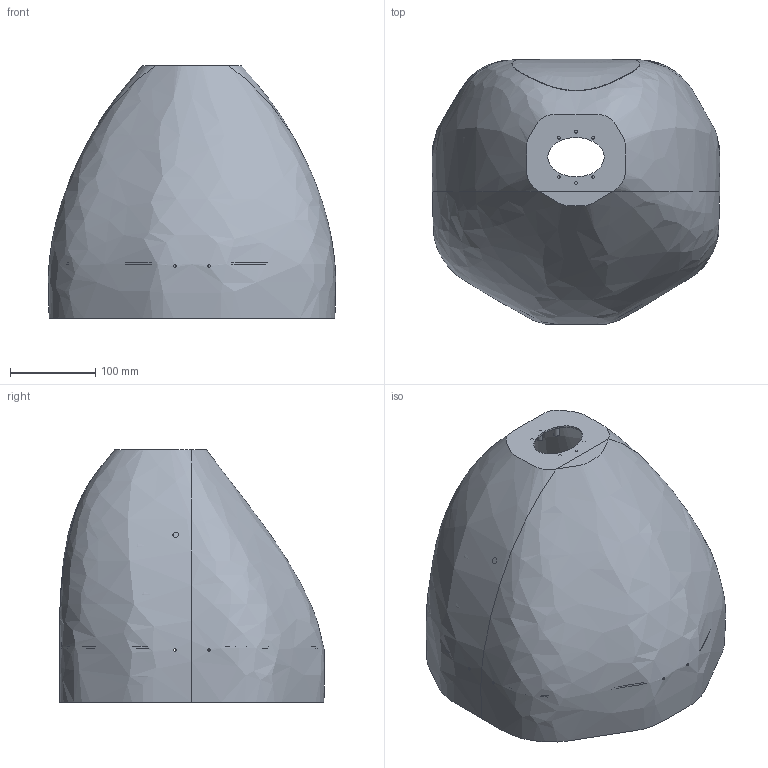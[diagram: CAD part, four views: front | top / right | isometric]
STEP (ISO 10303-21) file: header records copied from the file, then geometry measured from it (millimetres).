
FILE_DESCRIPTION(/* description */ ('Unknown'),/* implementation_level */ '2;1');
FILE_NAME(/* name */ 'Loom_torso_assembly',/* time_stamp */ '2023-05-20T20:06:49+03:00',/* author */ ('Unknown'),/* organization */ ('Unknown'),/* preprocessor_version */ 'ST-DEVELOPER v18.102',/* originating_system */ 'Solid Edge',/* authorisation */ 'Unknown');
FILE_SCHEMA (('AUTOMOTIVE_DESIGN {1 0 10303 214 3 1 1}'));
Length unit declared in the file: millimetre
Products named in the file (3): Loom_torso_assembly; Loom_kere_eesmine; Loom_kere_tagumine
Assembly tree (2 placements, depth 2):
  Loom_torso_assembly
    Loom_kere_eesmine
    Loom_kere_tagumine
Bounding box: 336.83 x 310.49 x 295.88 mm (x, y, z)
Volume: 621557.6 mm3; surface area: 616544.4 mm2
Topology: 2 solids, 2 shells, 85 faces, 240 edges, 180 vertices
Faces by surface type: plane 42, cylinder 34, bspline 9
Full cylindrical faces by diameter (mm): 3.2 x16, 6.35 x10
Entity records: 12163 total; most frequent: CARTESIAN_POINT 9626, ORIENTED_EDGE 416, DIRECTION 379, EDGE_CURVE 208, VERTEX_POINT 176, AXIS2_PLACEMENT_3D 149, EDGE_LOOP 148, FACE_BOUND 148
